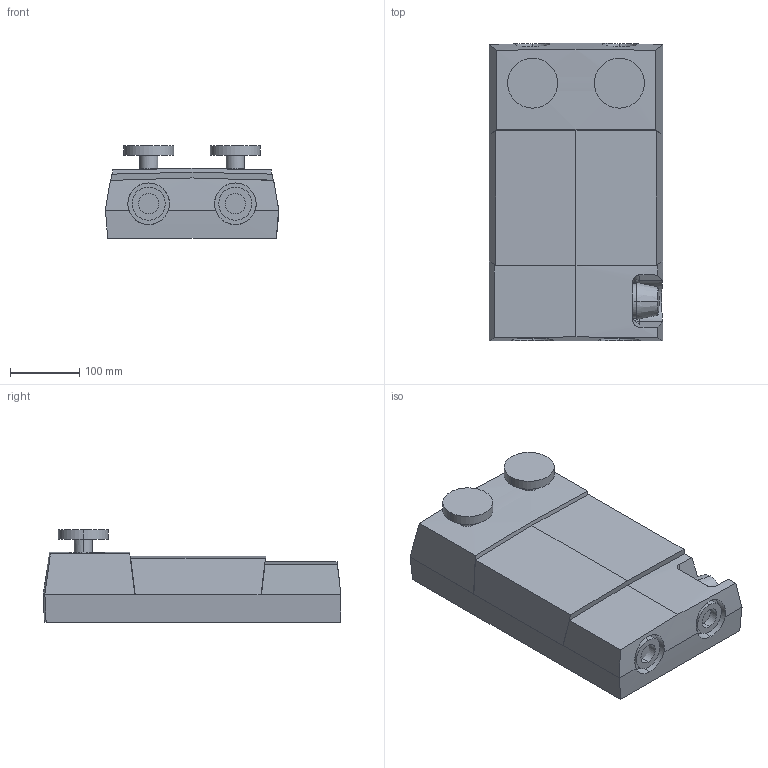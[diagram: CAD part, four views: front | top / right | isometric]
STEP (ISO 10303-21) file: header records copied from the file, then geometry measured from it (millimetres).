
FILE_DESCRIPTION (( 'STEP AP214' ), '1' );
FILE_NAME ('61222200 GFF211 DN32.STEP', '2025-09-09T10:48:48', ( '' ), ( '' ), 'SwSTEP 2.0', 'SolidWorks 2023', '' );
FILE_SCHEMA (( 'AUTOMOTIVE_DESIGN' ));
Length unit declared in the file: millimetre
Products named in the file (1): 61222200 GFF211 DN32
Bounding box: 250 x 429.43 x 133.5 mm (x, y, z)
Volume: 9576921.8 mm3; surface area: 459550.1 mm2
Topology: 3 solids, 3 shells, 133 faces, 350 edges, 229 vertices
Faces by surface type: cylinder 72, plane 52, torus 3, sphere 2, cone 2, bspline 2
Entity records: 6260 total; most frequent: CARTESIAN_POINT 1723, ORIENTED_EDGE 700, DIRECTION 678, EDGE_CURVE 350, AXIS2_PLACEMENT_3D 256, VERTEX_POINT 229, LINE 166, VECTOR 166
